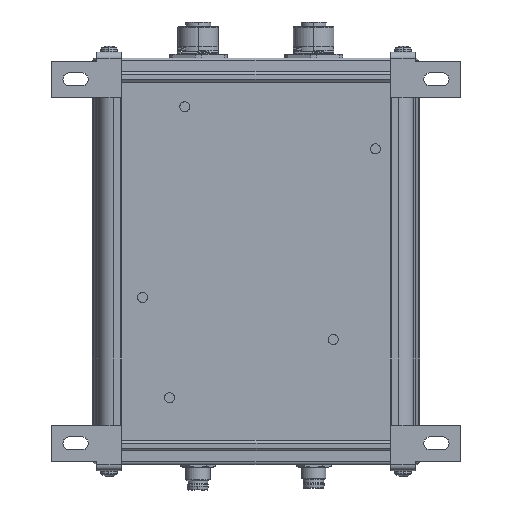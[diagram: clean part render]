
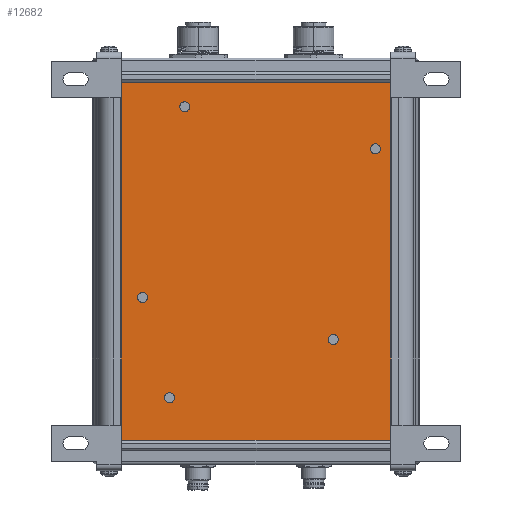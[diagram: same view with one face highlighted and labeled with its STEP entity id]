
A CAD part, front view. The second image highlights one B-rep face of the part: STEP entity #12682.
In plain terms, the highlighted planar face has unit normal (0, -1, 0).
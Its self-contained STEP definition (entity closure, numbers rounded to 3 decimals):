
#77 = VERTEX_POINT ( 'NONE', #21108 ) ;
#291 = VERTEX_POINT ( 'NONE', #24186 ) ;
#1534 = VERTEX_POINT ( 'NONE', #34667 ) ;
#1601 = VERTEX_POINT ( 'NONE', #34368 ) ;
#1699 = DIRECTION ( 'NONE',  ( 0., 0., -1. ) ) ;
#1714 = CARTESIAN_POINT ( 'NONE',  ( -518.526, -121.6, -1.431 ) ) ;
#1792 = EDGE_CURVE ( 'NONE', #42316, #77, #31652, .T. ) ;
#1865 = EDGE_LOOP ( 'NONE', ( #41990, #4277 ) ) ;
#2144 = AXIS2_PLACEMENT_3D ( 'NONE', #8703, #31038, #5884 ) ;
#2158 = CARTESIAN_POINT ( 'NONE',  ( -525.626, -121.6, 70.469 ) ) ;
#2595 = CARTESIAN_POINT ( 'NONE',  ( -509.626, -121.6, -32.881 ) ) ;
#3067 = DIRECTION ( 'NONE',  ( 0., 0., 1. ) ) ;
#3235 = DIRECTION ( 'NONE',  ( 0., 0., 1. ) ) ;
#3817 = FACE_BOUND ( 'NONE', #15256, .T. ) ;
#4034 = DIRECTION ( 'NONE',  ( 0., 1., 0. ) ) ;
#4128 = VECTOR ( 'NONE', #24822, 1000. ) ;
#4277 = ORIENTED_EDGE ( 'NONE', *, *, #6324, .T. ) ;
#4384 = CARTESIAN_POINT ( 'NONE',  ( -525.626, -121.6, -49.531 ) ) ;
#4415 = FACE_BOUND ( 'NONE', #27218, .T. ) ;
#4627 = CIRCLE ( 'NONE', #44531, 1.65 ) ;
#5806 = CIRCLE ( 'NONE', #9214, 1.65 ) ;
#5884 = DIRECTION ( 'NONE',  ( 0., 0., 1. ) ) ;
#6194 = CARTESIAN_POINT ( 'NONE',  ( -436.626, -121.6, -49.531 ) ) ;
#6324 = EDGE_CURVE ( 'NONE', #1534, #16610, #38097, .T. ) ;
#6442 = ORIENTED_EDGE ( 'NONE', *, *, #1792, .T. ) ;
#6517 = LINE ( 'NONE', #44333, #43654 ) ;
#6894 = EDGE_CURVE ( 'NONE', #23580, #36280, #25503, .T. ) ;
#7017 = CIRCLE ( 'NONE', #2144, 1.65 ) ;
#7297 = ORIENTED_EDGE ( 'NONE', *, *, #29897, .T. ) ;
#7568 = CARTESIAN_POINT ( 'NONE',  ( -518.526, -121.6, -1.431 ) ) ;
#7787 = AXIS2_PLACEMENT_3D ( 'NONE', #32156, #39514, #39815 ) ;
#8008 = EDGE_CURVE ( 'NONE', #36190, #1601, #4627, .T. ) ;
#8703 = CARTESIAN_POINT ( 'NONE',  ( -441.726, -121.6, 47.569 ) ) ;
#9214 = AXIS2_PLACEMENT_3D ( 'NONE', #1714, #26896, #37711 ) ;
#10355 = DIRECTION ( 'NONE',  ( 0., 0., 1. ) ) ;
#11075 = DIRECTION ( 'NONE',  ( 0., 0., 1. ) ) ;
#11706 = CARTESIAN_POINT ( 'NONE',  ( -509.626, -121.6, -34.531 ) ) ;
#12151 = CIRCLE ( 'NONE', #42529, 1.65 ) ;
#12558 = ORIENTED_EDGE ( 'NONE', *, *, #8008, .T. ) ;
#12643 = CARTESIAN_POINT ( 'NONE',  ( -441.726, -121.6, 49.219 ) ) ;
#12682 = ADVANCED_FACE ( 'NONE', ( #35886, #44336, #3817, #29114, #43196, #4415 ), #35136, .F. ) ;
#12697 = DIRECTION ( 'NONE',  ( -1., 0., 0. ) ) ;
#13197 = CIRCLE ( 'NONE', #22360, 1.65 ) ;
#13845 = DIRECTION ( 'NONE',  ( 0., 1., 0. ) ) ;
#13914 = CARTESIAN_POINT ( 'NONE',  ( -504.626, -121.6, 61.469 ) ) ;
#14007 = CIRCLE ( 'NONE', #7787, 1.65 ) ;
#14321 = CARTESIAN_POINT ( 'NONE',  ( -509.626, -121.6, -34.531 ) ) ;
#14326 = VERTEX_POINT ( 'NONE', #23347 ) ;
#14807 = DIRECTION ( 'NONE',  ( 0., 1., 0. ) ) ;
#15256 = EDGE_LOOP ( 'NONE', ( #42895, #7297 ) ) ;
#15326 = DIRECTION ( 'NONE',  ( 0., 1., 0. ) ) ;
#16610 = VERTEX_POINT ( 'NONE', #12643 ) ;
#19452 = ORIENTED_EDGE ( 'NONE', *, *, #38254, .T. ) ;
#19468 = VERTEX_POINT ( 'NONE', #6194 ) ;
#20251 = LINE ( 'NONE', #40515, #33740 ) ;
#20825 = CARTESIAN_POINT ( 'NONE',  ( -518.526, -121.6, 0.219 ) ) ;
#20835 = DIRECTION ( 'NONE',  ( 0., 1., 0. ) ) ;
#20839 = DIRECTION ( 'NONE',  ( 0., 1., 0. ) ) ;
#21108 = CARTESIAN_POINT ( 'NONE',  ( -518.526, -121.6, -3.081 ) ) ;
#22360 = AXIS2_PLACEMENT_3D ( 'NONE', #43945, #4034, #11075 ) ;
#22637 = AXIS2_PLACEMENT_3D ( 'NONE', #38721, #20839, #38272 ) ;
#23120 = ORIENTED_EDGE ( 'NONE', *, *, #39550, .T. ) ;
#23347 = CARTESIAN_POINT ( 'NONE',  ( -509.626, -121.6, -36.181 ) ) ;
#23580 = VERTEX_POINT ( 'NONE', #4384 ) ;
#24186 = CARTESIAN_POINT ( 'NONE',  ( -455.626, -121.6, -13.681 ) ) ;
#24406 = VECTOR ( 'NONE', #44480, 1000. ) ;
#24730 = CIRCLE ( 'NONE', #38235, 1.65 ) ;
#24822 = DIRECTION ( 'NONE',  ( 0., 0., 1. ) ) ;
#25106 = ORIENTED_EDGE ( 'NONE', *, *, #6894, .F. ) ;
#25503 = LINE ( 'NONE', #2158, #4128 ) ;
#25748 = EDGE_CURVE ( 'NONE', #41496, #14326, #24730, .T. ) ;
#26192 = VERTEX_POINT ( 'NONE', #43830 ) ;
#26896 = DIRECTION ( 'NONE',  ( 0., 1., 0. ) ) ;
#26922 = DIRECTION ( 'NONE',  ( 0., 1., 0. ) ) ;
#27218 = EDGE_LOOP ( 'NONE', ( #23120, #12558 ) ) ;
#27739 = EDGE_LOOP ( 'NONE', ( #39990, #37452, #25106, #30142 ) ) ;
#28968 = EDGE_CURVE ( 'NONE', #14326, #41496, #12151, .T. ) ;
#29114 = FACE_BOUND ( 'NONE', #1865, .T. ) ;
#29897 = EDGE_CURVE ( 'NONE', #26192, #291, #13197, .T. ) ;
#30020 = CARTESIAN_POINT ( 'NONE',  ( -525.626, -121.6, 70.469 ) ) ;
#30142 = ORIENTED_EDGE ( 'NONE', *, *, #34311, .F. ) ;
#30157 = EDGE_CURVE ( 'NONE', #16610, #1534, #7017, .T. ) ;
#31038 = DIRECTION ( 'NONE',  ( 0., 1., 0. ) ) ;
#31124 = EDGE_CURVE ( 'NONE', #33780, #36280, #33961, .T. ) ;
#31652 = CIRCLE ( 'NONE', #32852, 1.65 ) ;
#31863 = AXIS2_PLACEMENT_3D ( 'NONE', #44380, #26922, #33523 ) ;
#32156 = CARTESIAN_POINT ( 'NONE',  ( -455.626, -121.6, -15.331 ) ) ;
#32852 = AXIS2_PLACEMENT_3D ( 'NONE', #7568, #14807, #3067 ) ;
#33523 = DIRECTION ( 'NONE',  ( 0., 0., 1. ) ) ;
#33740 = VECTOR ( 'NONE', #12697, 1000. ) ;
#33780 = VERTEX_POINT ( 'NONE', #45624 ) ;
#33961 = LINE ( 'NONE', #30020, #24406 ) ;
#33963 = AXIS2_PLACEMENT_3D ( 'NONE', #13914, #20835, #3235 ) ;
#34311 = EDGE_CURVE ( 'NONE', #19468, #23580, #20251, .T. ) ;
#34368 = CARTESIAN_POINT ( 'NONE',  ( -504.626, -121.6, 63.119 ) ) ;
#34667 = CARTESIAN_POINT ( 'NONE',  ( -441.726, -121.6, 45.919 ) ) ;
#35136 = PLANE ( 'NONE',  #22637 ) ;
#35331 = ORIENTED_EDGE ( 'NONE', *, *, #28968, .T. ) ;
#35533 = CARTESIAN_POINT ( 'NONE',  ( -504.626, -121.6, 61.469 ) ) ;
#35878 = EDGE_LOOP ( 'NONE', ( #6442, #19452 ) ) ;
#35886 = FACE_OUTER_BOUND ( 'NONE', #27739, .T. ) ;
#36190 = VERTEX_POINT ( 'NONE', #39786 ) ;
#36280 = VERTEX_POINT ( 'NONE', #43574 ) ;
#36639 = CIRCLE ( 'NONE', #33963, 1.65 ) ;
#36859 = DIRECTION ( 'NONE',  ( 0., 0., 1. ) ) ;
#36914 = ORIENTED_EDGE ( 'NONE', *, *, #25748, .T. ) ;
#37452 = ORIENTED_EDGE ( 'NONE', *, *, #31124, .T. ) ;
#37711 = DIRECTION ( 'NONE',  ( 0., 0., 1. ) ) ;
#38097 = CIRCLE ( 'NONE', #31863, 1.65 ) ;
#38235 = AXIS2_PLACEMENT_3D ( 'NONE', #14321, #39465, #41334 ) ;
#38254 = EDGE_CURVE ( 'NONE', #77, #42316, #5806, .T. ) ;
#38272 = DIRECTION ( 'NONE',  ( 0., 0., 1. ) ) ;
#38721 = CARTESIAN_POINT ( 'NONE',  ( -525.626, -121.6, 70.469 ) ) ;
#39465 = DIRECTION ( 'NONE',  ( 0., 1., 0. ) ) ;
#39514 = DIRECTION ( 'NONE',  ( 0., 1., 0. ) ) ;
#39550 = EDGE_CURVE ( 'NONE', #1601, #36190, #36639, .T. ) ;
#39786 = CARTESIAN_POINT ( 'NONE',  ( -504.626, -121.6, 59.819 ) ) ;
#39815 = DIRECTION ( 'NONE',  ( 0., 0., 1. ) ) ;
#39823 = EDGE_LOOP ( 'NONE', ( #36914, #35331 ) ) ;
#39990 = ORIENTED_EDGE ( 'NONE', *, *, #45438, .F. ) ;
#40515 = CARTESIAN_POINT ( 'NONE',  ( -531.195, -121.6, -49.531 ) ) ;
#41334 = DIRECTION ( 'NONE',  ( 0., 0., 1. ) ) ;
#41496 = VERTEX_POINT ( 'NONE', #2595 ) ;
#41990 = ORIENTED_EDGE ( 'NONE', *, *, #30157, .T. ) ;
#42316 = VERTEX_POINT ( 'NONE', #20825 ) ;
#42529 = AXIS2_PLACEMENT_3D ( 'NONE', #11706, #15326, #36859 ) ;
#42545 = EDGE_CURVE ( 'NONE', #291, #26192, #14007, .T. ) ;
#42895 = ORIENTED_EDGE ( 'NONE', *, *, #42545, .T. ) ;
#43196 = FACE_BOUND ( 'NONE', #39823, .T. ) ;
#43574 = CARTESIAN_POINT ( 'NONE',  ( -525.626, -121.6, 70.469 ) ) ;
#43654 = VECTOR ( 'NONE', #1699, 1000. ) ;
#43830 = CARTESIAN_POINT ( 'NONE',  ( -455.626, -121.6, -16.981 ) ) ;
#43945 = CARTESIAN_POINT ( 'NONE',  ( -455.626, -121.6, -15.331 ) ) ;
#44333 = CARTESIAN_POINT ( 'NONE',  ( -436.626, -121.6, 70.469 ) ) ;
#44336 = FACE_BOUND ( 'NONE', #35878, .T. ) ;
#44380 = CARTESIAN_POINT ( 'NONE',  ( -441.726, -121.6, 47.569 ) ) ;
#44480 = DIRECTION ( 'NONE',  ( -1., 0., 0. ) ) ;
#44531 = AXIS2_PLACEMENT_3D ( 'NONE', #35533, #13845, #10355 ) ;
#45438 = EDGE_CURVE ( 'NONE', #33780, #19468, #6517, .T. ) ;
#45624 = CARTESIAN_POINT ( 'NONE',  ( -436.626, -121.6, 70.469 ) ) ;
